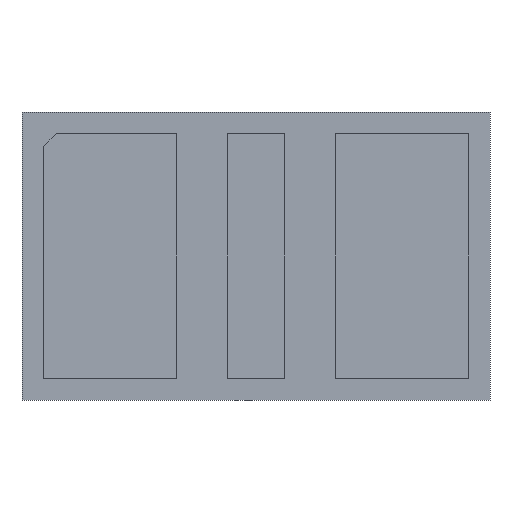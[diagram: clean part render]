
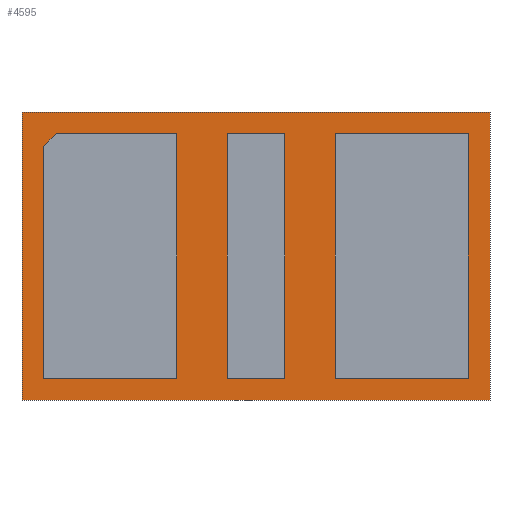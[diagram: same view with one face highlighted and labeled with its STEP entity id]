
A CAD part, front view. The second image highlights one B-rep face of the part: STEP entity #4595.
In plain terms, the highlighted planar face has unit normal (0, -1, 0).
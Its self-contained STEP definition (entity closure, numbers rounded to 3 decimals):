
#24 = CARTESIAN_POINT ( 'NONE',  ( -2.773, 0., 1.7 ) ) ;
#27 = CARTESIAN_POINT ( 'NONE',  ( -2.95, 0., -1.7 ) ) ;
#217 = EDGE_CURVE ( 'NONE', #1571, #3453, #5032, .T. ) ;
#249 = DIRECTION ( 'NONE',  ( 1., 0., 0. ) ) ;
#378 = EDGE_CURVE ( 'NONE', #1016, #1882, #2254, .T. ) ;
#434 = VECTOR ( 'NONE', #2507, 1000. ) ;
#443 = CARTESIAN_POINT ( 'NONE',  ( 0., 0., -1.7 ) ) ;
#621 = VERTEX_POINT ( 'NONE', #5275 ) ;
#861 = EDGE_CURVE ( 'NONE', #1882, #1910, #3935, .T. ) ;
#863 = CARTESIAN_POINT ( 'NONE',  ( 0., 0., 0. ) ) ;
#865 = ORIENTED_EDGE ( 'NONE', *, *, #1293, .T. ) ;
#953 = PLANE ( 'NONE',  #2812 ) ;
#981 = CARTESIAN_POINT ( 'NONE',  ( 3.25, 0., -2. ) ) ;
#1016 = VERTEX_POINT ( 'NONE', #27 ) ;
#1074 = LINE ( 'NONE', #1981, #5280 ) ;
#1075 = EDGE_LOOP ( 'NONE', ( #5830, #3423, #4399, #5336, #4118 ) ) ;
#1090 = DIRECTION ( 'NONE',  ( 0., 0., 1. ) ) ;
#1184 = DIRECTION ( 'NONE',  ( 1., 0., 0. ) ) ;
#1231 = VECTOR ( 'NONE', #1696, 1000. ) ;
#1253 = VECTOR ( 'NONE', #5076, 1000. ) ;
#1276 = EDGE_LOOP ( 'NONE', ( #4017, #2166, #4544, #3102 ) ) ;
#1293 = EDGE_CURVE ( 'NONE', #3453, #2774, #2602, .T. ) ;
#1296 = LINE ( 'NONE', #4962, #1231 ) ;
#1306 = VECTOR ( 'NONE', #249, 1000. ) ;
#1315 = LINE ( 'NONE', #3203, #1253 ) ;
#1327 = CARTESIAN_POINT ( 'NONE',  ( -2.95, 0., 0. ) ) ;
#1344 = LINE ( 'NONE', #3237, #4707 ) ;
#1484 = CARTESIAN_POINT ( 'NONE',  ( 0., 0., 1.7 ) ) ;
#1516 = CARTESIAN_POINT ( 'NONE',  ( -2.95, 0., 1.523 ) ) ;
#1527 = LINE ( 'NONE', #4918, #4338 ) ;
#1571 = VERTEX_POINT ( 'NONE', #2197 ) ;
#1628 = ORIENTED_EDGE ( 'NONE', *, *, #2524, .T. ) ;
#1644 = CARTESIAN_POINT ( 'NONE',  ( -1.1, 0., 1.7 ) ) ;
#1696 = DIRECTION ( 'NONE',  ( 0., 0., -1. ) ) ;
#1715 = ORIENTED_EDGE ( 'NONE', *, *, #5597, .T. ) ;
#1859 = FACE_BOUND ( 'NONE', #1075, .T. ) ;
#1882 = VERTEX_POINT ( 'NONE', #1516 ) ;
#1884 = EDGE_CURVE ( 'NONE', #2774, #4529, #3406, .T. ) ;
#1910 = VERTEX_POINT ( 'NONE', #24 ) ;
#1981 = CARTESIAN_POINT ( 'NONE',  ( 0., 0., 1.7 ) ) ;
#1984 = DIRECTION ( 'NONE',  ( 0., 0., -1. ) ) ;
#1992 = CARTESIAN_POINT ( 'NONE',  ( 1.1, 0., 0. ) ) ;
#2120 = EDGE_LOOP ( 'NONE', ( #2367, #865, #5266, #5317 ) ) ;
#2166 = ORIENTED_EDGE ( 'NONE', *, *, #4767, .T. ) ;
#2197 = CARTESIAN_POINT ( 'NONE',  ( -3.25, 0., 2. ) ) ;
#2207 = VERTEX_POINT ( 'NONE', #1644 ) ;
#2242 = VECTOR ( 'NONE', #1184, 1000. ) ;
#2254 = LINE ( 'NONE', #1327, #3183 ) ;
#2327 = LINE ( 'NONE', #5722, #4040 ) ;
#2329 = LINE ( 'NONE', #443, #5283 ) ;
#2346 = VERTEX_POINT ( 'NONE', #4086 ) ;
#2357 = DIRECTION ( 'NONE',  ( -1., 0., 0. ) ) ;
#2367 = ORIENTED_EDGE ( 'NONE', *, *, #217, .T. ) ;
#2394 = CARTESIAN_POINT ( 'NONE',  ( -0.4, 0., 0. ) ) ;
#2396 = CARTESIAN_POINT ( 'NONE',  ( -2.95, 0., 1.523 ) ) ;
#2439 = DIRECTION ( 'NONE',  ( 1., 0., 0. ) ) ;
#2471 = CARTESIAN_POINT ( 'NONE',  ( 2.95, 0., -1.7 ) ) ;
#2480 = CARTESIAN_POINT ( 'NONE',  ( 1.1, 0., -1.7 ) ) ;
#2490 = VERTEX_POINT ( 'NONE', #2471 ) ;
#2507 = DIRECTION ( 'NONE',  ( 0.707, 0., 0.707 ) ) ;
#2510 = LINE ( 'NONE', #3045, #2242 ) ;
#2524 = EDGE_CURVE ( 'NONE', #4134, #4525, #5779, .T. ) ;
#2602 = LINE ( 'NONE', #4487, #1306 ) ;
#2753 = FACE_BOUND ( 'NONE', #1276, .T. ) ;
#2767 = DIRECTION ( 'NONE',  ( 0., 0., -1. ) ) ;
#2774 = VERTEX_POINT ( 'NONE', #981 ) ;
#2812 = AXIS2_PLACEMENT_3D ( 'NONE', #863, #5190, #6033 ) ;
#2858 = LINE ( 'NONE', #2394, #4630 ) ;
#2884 = VECTOR ( 'NONE', #3279, 1000. ) ;
#3011 = DIRECTION ( 'NONE',  ( -1., 0., 0. ) ) ;
#3016 = VERTEX_POINT ( 'NONE', #5120 ) ;
#3032 = ORIENTED_EDGE ( 'NONE', *, *, #3371, .T. ) ;
#3045 = CARTESIAN_POINT ( 'NONE',  ( 0., 0., 1.7 ) ) ;
#3087 = VERTEX_POINT ( 'NONE', #6109 ) ;
#3102 = ORIENTED_EDGE ( 'NONE', *, *, #5213, .T. ) ;
#3105 = CARTESIAN_POINT ( 'NONE',  ( 0.4, 0., 1.7 ) ) ;
#3183 = VECTOR ( 'NONE', #6027, 1000. ) ;
#3203 = CARTESIAN_POINT ( 'NONE',  ( 0., 0., -1.7 ) ) ;
#3237 = CARTESIAN_POINT ( 'NONE',  ( 2.95, 0., 0. ) ) ;
#3279 = DIRECTION ( 'NONE',  ( 0., 0., -1. ) ) ;
#3346 = FACE_OUTER_BOUND ( 'NONE', #2120, .T. ) ;
#3347 = DIRECTION ( 'NONE',  ( 0., 0., 1. ) ) ;
#3371 = EDGE_CURVE ( 'NONE', #4525, #3016, #2327, .T. ) ;
#3406 = LINE ( 'NONE', #4790, #4549 ) ;
#3423 = ORIENTED_EDGE ( 'NONE', *, *, #4903, .T. ) ;
#3439 = CARTESIAN_POINT ( 'NONE',  ( 0.4, 0., 0. ) ) ;
#3453 = VERTEX_POINT ( 'NONE', #4388 ) ;
#3518 = EDGE_LOOP ( 'NONE', ( #5451, #1715, #1628, #3032 ) ) ;
#3778 = FACE_BOUND ( 'NONE', #3518, .T. ) ;
#3822 = EDGE_CURVE ( 'NONE', #3016, #3087, #2858, .T. ) ;
#3935 = LINE ( 'NONE', #2396, #434 ) ;
#3938 = EDGE_CURVE ( 'NONE', #4000, #2346, #3939, .T. ) ;
#3939 = LINE ( 'NONE', #1992, #4535 ) ;
#3970 = EDGE_CURVE ( 'NONE', #4529, #1571, #1527, .T. ) ;
#4000 = VERTEX_POINT ( 'NONE', #2480 ) ;
#4017 = ORIENTED_EDGE ( 'NONE', *, *, #3938, .T. ) ;
#4022 = CARTESIAN_POINT ( 'NONE',  ( 0.4, 0., -1.7 ) ) ;
#4040 = VECTOR ( 'NONE', #6099, 1000. ) ;
#4086 = CARTESIAN_POINT ( 'NONE',  ( 1.1, 0., 1.7 ) ) ;
#4118 = ORIENTED_EDGE ( 'NONE', *, *, #861, .T. ) ;
#4134 = VERTEX_POINT ( 'NONE', #3105 ) ;
#4294 = DIRECTION ( 'NONE',  ( 1., 0., 0. ) ) ;
#4295 = EDGE_CURVE ( 'NONE', #4837, #1016, #2329, .T. ) ;
#4338 = VECTOR ( 'NONE', #3011, 1000. ) ;
#4388 = CARTESIAN_POINT ( 'NONE',  ( -3.25, 0., -2. ) ) ;
#4399 = ORIENTED_EDGE ( 'NONE', *, *, #4295, .T. ) ;
#4487 = CARTESIAN_POINT ( 'NONE',  ( -3.25, 0., -2. ) ) ;
#4525 = VERTEX_POINT ( 'NONE', #4022 ) ;
#4529 = VERTEX_POINT ( 'NONE', #5504 ) ;
#4535 = VECTOR ( 'NONE', #1090, 1000. ) ;
#4544 = ORIENTED_EDGE ( 'NONE', *, *, #5221, .T. ) ;
#4549 = VECTOR ( 'NONE', #3347, 1000. ) ;
#4595 = ADVANCED_FACE ( 'NONE', ( #2753, #3778, #1859, #3346 ), #953, .F. ) ;
#4630 = VECTOR ( 'NONE', #5611, 1000. ) ;
#4707 = VECTOR ( 'NONE', #2767, 1000. ) ;
#4767 = EDGE_CURVE ( 'NONE', #2346, #621, #1074, .T. ) ;
#4790 = CARTESIAN_POINT ( 'NONE',  ( 3.25, 0., -2. ) ) ;
#4837 = VERTEX_POINT ( 'NONE', #5958 ) ;
#4903 = EDGE_CURVE ( 'NONE', #2207, #4837, #1296, .T. ) ;
#4918 = CARTESIAN_POINT ( 'NONE',  ( 3.25, 0., 2. ) ) ;
#4962 = CARTESIAN_POINT ( 'NONE',  ( -1.1, 0., 0. ) ) ;
#5001 = VECTOR ( 'NONE', #2439, 1000. ) ;
#5032 = LINE ( 'NONE', #5621, #2884 ) ;
#5076 = DIRECTION ( 'NONE',  ( -1., 0., 0. ) ) ;
#5090 = EDGE_CURVE ( 'NONE', #1910, #2207, #2510, .T. ) ;
#5120 = CARTESIAN_POINT ( 'NONE',  ( -0.4, 0., -1.7 ) ) ;
#5190 = DIRECTION ( 'NONE',  ( 0., 1., 0. ) ) ;
#5213 = EDGE_CURVE ( 'NONE', #2490, #4000, #1315, .T. ) ;
#5221 = EDGE_CURVE ( 'NONE', #621, #2490, #1344, .T. ) ;
#5254 = LINE ( 'NONE', #1484, #5001 ) ;
#5266 = ORIENTED_EDGE ( 'NONE', *, *, #1884, .T. ) ;
#5275 = CARTESIAN_POINT ( 'NONE',  ( 2.95, 0., 1.7 ) ) ;
#5280 = VECTOR ( 'NONE', #4294, 1000. ) ;
#5283 = VECTOR ( 'NONE', #2357, 1000. ) ;
#5317 = ORIENTED_EDGE ( 'NONE', *, *, #3970, .T. ) ;
#5336 = ORIENTED_EDGE ( 'NONE', *, *, #378, .T. ) ;
#5451 = ORIENTED_EDGE ( 'NONE', *, *, #3822, .T. ) ;
#5504 = CARTESIAN_POINT ( 'NONE',  ( 3.25, 0., 2. ) ) ;
#5597 = EDGE_CURVE ( 'NONE', #3087, #4134, #5254, .T. ) ;
#5611 = DIRECTION ( 'NONE',  ( 0., 0., 1. ) ) ;
#5618 = VECTOR ( 'NONE', #1984, 1000. ) ;
#5621 = CARTESIAN_POINT ( 'NONE',  ( -3.25, 0., 2. ) ) ;
#5722 = CARTESIAN_POINT ( 'NONE',  ( 0., 0., -1.7 ) ) ;
#5779 = LINE ( 'NONE', #3439, #5618 ) ;
#5830 = ORIENTED_EDGE ( 'NONE', *, *, #5090, .T. ) ;
#5958 = CARTESIAN_POINT ( 'NONE',  ( -1.1, 0., -1.7 ) ) ;
#6027 = DIRECTION ( 'NONE',  ( 0., 0., 1. ) ) ;
#6033 = DIRECTION ( 'NONE',  ( 1., 0., 0. ) ) ;
#6099 = DIRECTION ( 'NONE',  ( -1., 0., 0. ) ) ;
#6109 = CARTESIAN_POINT ( 'NONE',  ( -0.4, 0., 1.7 ) ) ;
